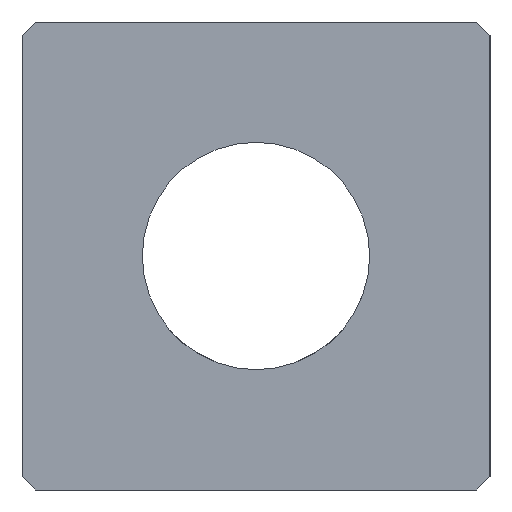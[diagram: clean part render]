
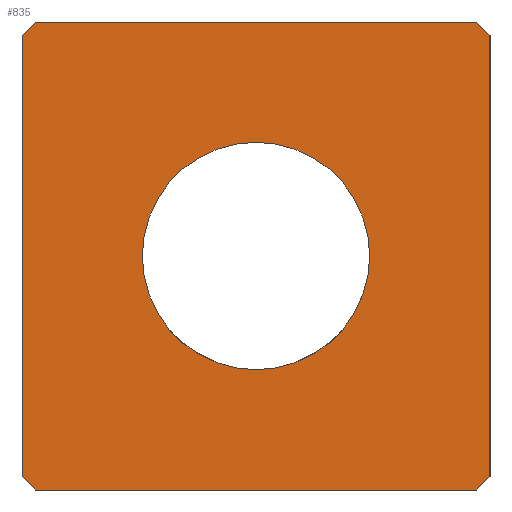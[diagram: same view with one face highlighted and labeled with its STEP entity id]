
A CAD part, left-side view. The second image highlights one B-rep face of the part: STEP entity #835.
In plain terms, the highlighted planar face has unit normal (-1, 0, 0).
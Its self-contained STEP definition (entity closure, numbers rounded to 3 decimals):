
#37=LINE($,#1617,#77);
#38=LINE($,#1619,#78);
#39=LINE($,#1621,#79);
#40=LINE($,#1623,#80);
#41=LINE($,#1625,#81);
#42=LINE($,#1627,#82);
#43=LINE($,#1629,#83);
#44=LINE($,#1630,#84);
#77=VECTOR($,#1118,2.828);
#78=VECTOR($,#1119,66.);
#79=VECTOR($,#1120,2.828);
#80=VECTOR($,#1121,66.);
#81=VECTOR($,#1122,2.828);
#82=VECTOR($,#1123,66.);
#83=VECTOR($,#1124,2.828);
#84=VECTOR($,#1125,66.);
#117=PLANE($,#930);
#182=FACE_BOUND($,#318,.T.);
#218=FACE_OUTER_BOUND($,#317,.T.);
#317=EDGE_LOOP($,(#665,#666,#667,#668,#669,#670,#671,#672));
#318=EDGE_LOOP($,(#673));
#378=CIRCLE($,#931,17.);
#436=VERTEX_POINT($,#1615);
#437=VERTEX_POINT($,#1616);
#438=VERTEX_POINT($,#1618);
#439=VERTEX_POINT($,#1620);
#440=VERTEX_POINT($,#1622);
#441=VERTEX_POINT($,#1624);
#442=VERTEX_POINT($,#1626);
#443=VERTEX_POINT($,#1628);
#444=VERTEX_POINT($,#1631);
#518=EDGE_CURVE($,#436,#437,#37,.T.);
#519=EDGE_CURVE($,#436,#438,#38,.T.);
#520=EDGE_CURVE($,#439,#438,#39,.T.);
#521=EDGE_CURVE($,#439,#440,#40,.T.);
#522=EDGE_CURVE($,#441,#440,#41,.T.);
#523=EDGE_CURVE($,#441,#442,#42,.T.);
#524=EDGE_CURVE($,#443,#442,#43,.T.);
#525=EDGE_CURVE($,#443,#437,#44,.T.);
#526=EDGE_CURVE($,#444,#444,#378,.T.);
#665=ORIENTED_EDGE($,*,*,#518,.F.);
#666=ORIENTED_EDGE($,*,*,#519,.T.);
#667=ORIENTED_EDGE($,*,*,#520,.F.);
#668=ORIENTED_EDGE($,*,*,#521,.T.);
#669=ORIENTED_EDGE($,*,*,#522,.F.);
#670=ORIENTED_EDGE($,*,*,#523,.T.);
#671=ORIENTED_EDGE($,*,*,#524,.F.);
#672=ORIENTED_EDGE($,*,*,#525,.T.);
#673=ORIENTED_EDGE($,*,*,#526,.T.);
#835=ADVANCED_FACE($,(#218,#182),#117,.F.);
#930=AXIS2_PLACEMENT_3D($,#1614,#1116,#1117);
#931=AXIS2_PLACEMENT_3D($,#1632,#1126,#1127);
#1116=DIRECTION('center_axis',(1.,0.,0.));
#1117=DIRECTION('ref_axis',(0.,0.,-1.));
#1118=DIRECTION($,(0.,-0.707,-0.707));
#1119=DIRECTION($,(0.,1.,0.));
#1120=DIRECTION($,(0.,-0.707,0.707));
#1121=DIRECTION($,(0.,0.,-1.));
#1122=DIRECTION($,(0.,0.707,0.707));
#1123=DIRECTION($,(0.,-1.,0.));
#1124=DIRECTION($,(0.,0.707,-0.707));
#1125=DIRECTION($,(0.,0.,1.));
#1126=DIRECTION('center_axis',(1.,0.,0.));
#1127=DIRECTION('ref_axis',(0.,0.,
1.));
#1614=CARTESIAN_POINT('Origin',(-75.,0.,0.));
#1615=CARTESIAN_POINT('',(-75.,-33.,35.));
#1616=CARTESIAN_POINT('',(-75.,-35.,33.));
#1617=CARTESIAN_POINT($,(-75.,-34.,34.));
#1618=CARTESIAN_POINT('',(-75.,33.,35.));
#1619=CARTESIAN_POINT($,(-75.,-35.,35.));
#1620=CARTESIAN_POINT('',(-75.,35.,33.));
#1621=CARTESIAN_POINT($,(-75.,34.,34.));
#1622=CARTESIAN_POINT('',(-75.,35.,-33.));
#1623=CARTESIAN_POINT($,(-75.,35.,35.));
#1624=CARTESIAN_POINT('',(-75.,33.,-35.));
#1625=CARTESIAN_POINT($,(-75.,34.,-34.));
#1626=CARTESIAN_POINT('',(-75.,-33.,-35.));
#1627=CARTESIAN_POINT($,(-75.,35.,-35.));
#1628=CARTESIAN_POINT('',(-75.,-35.,-33.));
#1629=CARTESIAN_POINT($,(-75.,-34.,-34.));
#1630=CARTESIAN_POINT($,(-75.,-35.,-35.));
#1631=CARTESIAN_POINT('',(-75.,0.,-17.));
#1632=CARTESIAN_POINT('Origin',(-75.,0.,0.));
